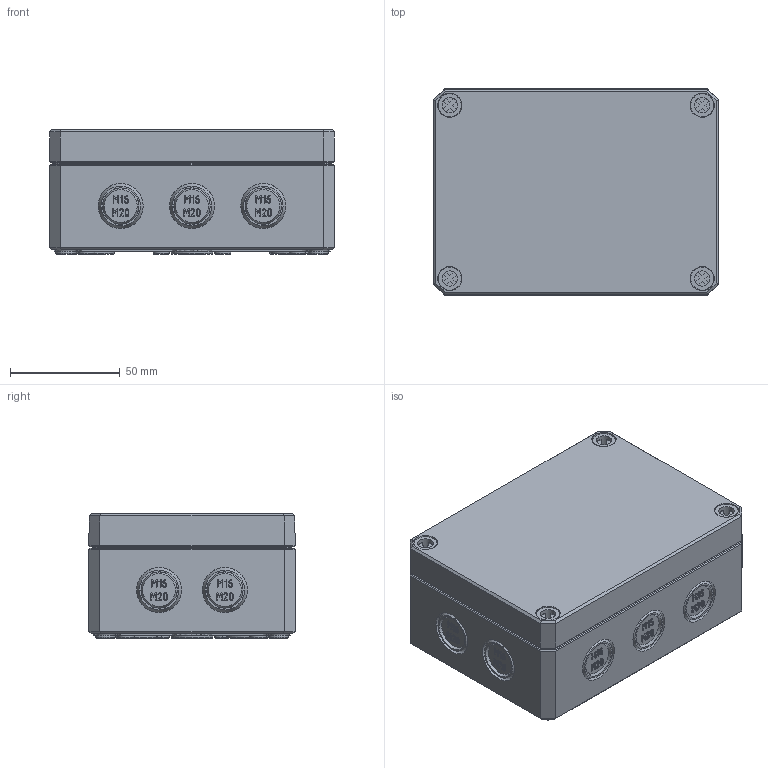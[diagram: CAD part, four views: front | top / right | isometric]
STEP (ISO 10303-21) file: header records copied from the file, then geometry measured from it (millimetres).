
FILE_DESCRIPTION(/* description */ (''),/* implementation_level */ '2;1');
FILE_NAME(/* name */ '0906103960 MBI-PC BK 130906 M.stp',/* time_stamp */ '2023-11-03T09:41:13+01:00',/* author */ ('alexander.rose'),/* organization */ (''),/* preprocessor_version */ 'ST-DEVELOPER v18.1',/* originating_system */ 'Autodesk Inventor 2022',/* authorisation */ '');
FILE_SCHEMA (('AUTOMOTIVE_DESIGN { 1 0 10303 214 3 1 1 }'));
Products named in the file (5): 0906103960 MBI-PC BK 130906 M; 0906103962-UT BK_130942 - M - Index01; 0995103961-OT BK_130915 - Index01; Schraube _ M10 x 34 _ MBI - Index01 - BK; Dichtung_1309xx
Assembly tree (7 placements, depth 2):
  0906103960 MBI-PC BK 130906 M
    0906103962-UT BK_130942 - M - Index01
    0995103961-OT BK_130915 - Index01
    Schraube _ M10 x 34 _ MBI - Index01 - BK  x4
    Dichtung_1309xx
Bounding box: 130 x 94 x 56.8 mm (x, y, z)
Volume: 152816.5 mm3; surface area: 118643.6 mm2
Topology: 7 solids, 7 shells, 3402 faces, 8655 edges, 5506 vertices
Faces by surface type: plane 1339, bspline 1197, cylinder 354, torus 276, cone 212, sphere 24
Full cylindrical faces by diameter (mm): 4.5 x4, 5 x4, 5.8 x8, 6 x2, 7 x4, 8.376 x4, 10.5 x4
Entity records: 104403 total; most frequent: CARTESIAN_POINT 33268, ORIENTED_EDGE 16418, DIRECTION 11476, EDGE_CURVE 8209, VERTEX_POINT 5224, LINE 4354, VECTOR 4354, AXIS2_PLACEMENT_3D 3561
